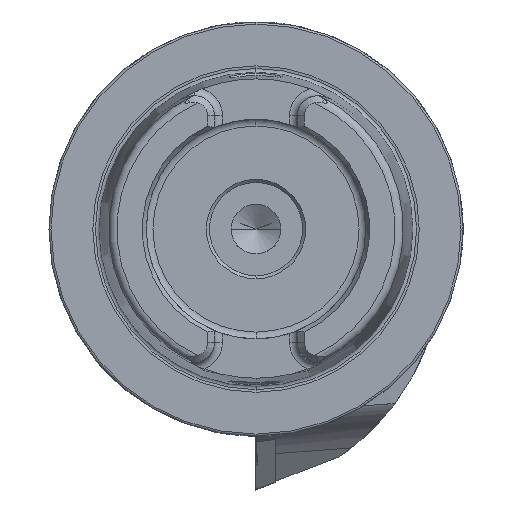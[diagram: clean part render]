
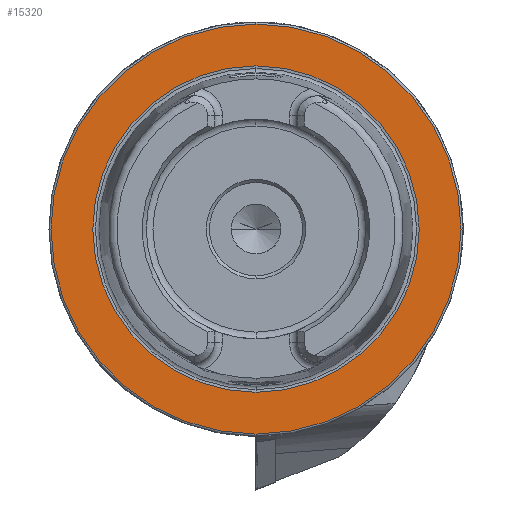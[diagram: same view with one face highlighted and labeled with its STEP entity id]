
A CAD part, left-side view. The second image highlights one B-rep face of the part: STEP entity #15320.
In plain terms, the highlighted planar face has unit normal (-1, 0, 0).
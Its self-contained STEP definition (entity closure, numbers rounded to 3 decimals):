
#764 = CARTESIAN_POINT ( 'NONE',  ( 0., 49.5, 0. ) ) ;
#793 = DIRECTION ( 'NONE',  ( -1., 0., 0. ) ) ;
#1026 = VERTEX_POINT ( 'NONE', #17994 ) ;
#1487 = DIRECTION ( 'NONE',  ( -1., 0., 0. ) ) ;
#1834 = EDGE_CURVE ( 'NONE', #6496, #3295, #8753, .T. ) ;
#2172 = PLANE ( 'NONE',  #10106 ) ;
#2550 = DIRECTION ( 'NONE',  ( -1., 0., 0. ) ) ;
#3295 = VERTEX_POINT ( 'NONE', #7815 ) ;
#3983 = CARTESIAN_POINT ( 'NONE',  ( 0., 0., 0. ) ) ;
#4844 = EDGE_CURVE ( 'NONE', #3295, #6496, #16509, .T. ) ;
#5035 = CARTESIAN_POINT ( 'NONE',  ( 0., 0., 0. ) ) ;
#5536 = ORIENTED_EDGE ( 'NONE', *, *, #8043, .F. ) ;
#5700 = EDGE_CURVE ( 'NONE', #1026, #9156, #14471, .T. ) ;
#6496 = VERTEX_POINT ( 'NONE', #8649 ) ;
#6572 = ORIENTED_EDGE ( 'NONE', *, *, #5700, .F. ) ;
#7815 = CARTESIAN_POINT ( 'NONE',  ( 0., 0., 49.5 ) ) ;
#7833 = DIRECTION ( 'NONE',  ( 0., 0., 1. ) ) ;
#8043 = EDGE_CURVE ( 'NONE', #9156, #1026, #9103, .T. ) ;
#8228 = AXIS2_PLACEMENT_3D ( 'NONE', #5035, #16256, #7833 ) ;
#8561 = AXIS2_PLACEMENT_3D ( 'NONE', #3983, #2550, #12374 ) ;
#8649 = CARTESIAN_POINT ( 'NONE',  ( 0., 0., -49.5 ) ) ;
#8703 = CARTESIAN_POINT ( 'NONE',  ( 0., 0., 0. ) ) ;
#8753 = CIRCLE ( 'NONE', #8228, 49.5 ) ;
#9032 = CARTESIAN_POINT ( 'NONE',  ( 0., 0., -39.405 ) ) ;
#9103 = CIRCLE ( 'NONE', #8561, 39.405 ) ;
#9156 = VERTEX_POINT ( 'NONE', #9032 ) ;
#9240 = DIRECTION ( 'NONE',  ( 1., 0., 0. ) ) ;
#9519 = EDGE_LOOP ( 'NONE', ( #6572, #5536 ) ) ;
#9940 = AXIS2_PLACEMENT_3D ( 'NONE', #10359, #793, #16198 ) ;
#10106 = AXIS2_PLACEMENT_3D ( 'NONE', #764, #9240, #10571 ) ;
#10359 = CARTESIAN_POINT ( 'NONE',  ( 0., 0., 0. ) ) ;
#10436 = ORIENTED_EDGE ( 'NONE', *, *, #4844, .T. ) ;
#10571 = DIRECTION ( 'NONE',  ( 0., 0., -1. ) ) ;
#11628 = EDGE_LOOP ( 'NONE', ( #10436, #16533 ) ) ;
#12374 = DIRECTION ( 'NONE',  ( 0., 0., 1. ) ) ;
#14237 = DIRECTION ( 'NONE',  ( 0., 0., 1. ) ) ;
#14471 = CIRCLE ( 'NONE', #9940, 39.405 ) ;
#15120 = FACE_BOUND ( 'NONE', #9519, .T. ) ;
#15320 = ADVANCED_FACE ( 'NONE', ( #15120, #16450 ), #2172, .F. ) ;
#16198 = DIRECTION ( 'NONE',  ( 0., 0., 1. ) ) ;
#16256 = DIRECTION ( 'NONE',  ( -1., 0., 0. ) ) ;
#16450 = FACE_OUTER_BOUND ( 'NONE', #11628, .T. ) ;
#16509 = CIRCLE ( 'NONE', #17718, 49.5 ) ;
#16533 = ORIENTED_EDGE ( 'NONE', *, *, #1834, .T. ) ;
#17718 = AXIS2_PLACEMENT_3D ( 'NONE', #8703, #1487, #14237 ) ;
#17994 = CARTESIAN_POINT ( 'NONE',  ( 0., 0., 39.405 ) ) ;
